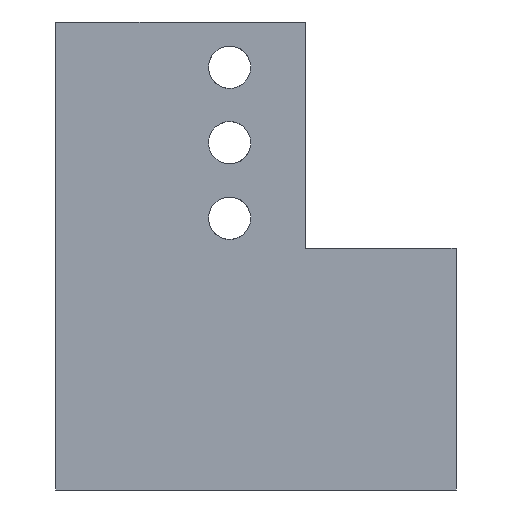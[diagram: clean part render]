
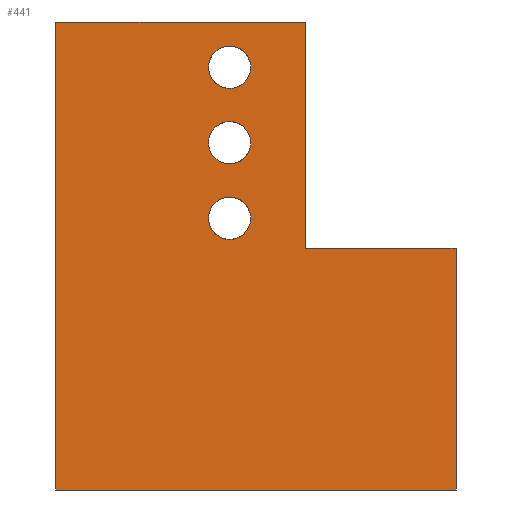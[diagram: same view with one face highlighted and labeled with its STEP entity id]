
A CAD part, left-side view. The second image highlights one B-rep face of the part: STEP entity #441.
In plain terms, the highlighted planar face has unit normal (-1, 0, 0).
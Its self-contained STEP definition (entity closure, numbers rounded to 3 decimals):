
#15=FACE_BOUND('',#74,.T.);
#16=FACE_BOUND('',#75,.T.);
#17=FACE_BOUND('',#76,.T.);
#33=PLANE('',#485);
#53=FACE_OUTER_BOUND('',#73,.T.);
#73=EDGE_LOOP('',(#409,#410,#411,#412,#413,#414));
#74=EDGE_LOOP('',(#415));
#75=EDGE_LOOP('',(#416));
#76=EDGE_LOOP('',(#417));
#77=CIRCLE('',#457,1.4);
#79=CIRCLE('',#460,1.4);
#82=CIRCLE('',#466,1.4);
#94=LINE('',#667,#141);
#98=LINE('',#701,#145);
#108=LINE('',#726,#155);
#118=LINE('',#747,#165);
#122=LINE('',#755,#169);
#126=LINE('',#763,#173);
#141=VECTOR('',#513,10.);
#145=VECTOR('',#525,10.);
#155=VECTOR('',#545,10.);
#165=VECTOR('',#559,10.);
#169=VECTOR('',#569,10.);
#173=VECTOR('',#579,10.);
#189=VERTEX_POINT('',#609);
#193=VERTEX_POINT('',#637);
#200=VERTEX_POINT('',#664);
#201=VERTEX_POINT('',#666);
#205=VERTEX_POINT('',#684);
#207=VERTEX_POINT('',#700);
#217=VERTEX_POINT('',#725);
#226=VERTEX_POINT('',#745);
#227=VERTEX_POINT('',#754);
#231=EDGE_CURVE('',#189,#189,#77,.T.);
#236=EDGE_CURVE('',#193,#193,#79,.T.);
#245=EDGE_CURVE('',#201,#200,#94,.T.);
#250=EDGE_CURVE('',#205,#205,#82,.T.);
#253=EDGE_CURVE('',#207,#201,#98,.T.);
#265=EDGE_CURVE('',#200,#217,#108,.T.);
#276=EDGE_CURVE('',#226,#217,#118,.T.);
#280=EDGE_CURVE('',#227,#207,#122,.T.);
#284=EDGE_CURVE('',#227,#226,#126,.T.);
#409=ORIENTED_EDGE('',*,*,#265,.T.);
#410=ORIENTED_EDGE('',*,*,#276,.F.);
#411=ORIENTED_EDGE('',*,*,#284,.F.);
#412=ORIENTED_EDGE('',*,*,#280,.T.);
#413=ORIENTED_EDGE('',*,*,#253,.T.);
#414=ORIENTED_EDGE('',*,*,#245,.T.);
#415=ORIENTED_EDGE('',*,*,#231,.T.);
#416=ORIENTED_EDGE('',*,*,#236,.T.);
#417=ORIENTED_EDGE('',*,*,#250,.T.);
#441=ADVANCED_FACE('',(#53,#15,#16,#17),#33,.T.);
#457=AXIS2_PLACEMENT_3D('',#611,#491,#492);
#460=AXIS2_PLACEMENT_3D('',#639,#498,#499);
#466=AXIS2_PLACEMENT_3D('',#686,#519,#520);
#485=AXIS2_PLACEMENT_3D('',#774,#593,#594);
#491=DIRECTION('center_axis',(1.,0.,0.));
#492=DIRECTION('ref_axis',(0.,-1.,0.));
#498=DIRECTION('center_axis',(1.,0.,0.));
#499=DIRECTION('ref_axis',(0.,-1.,0.));
#513=DIRECTION('',(0.,1.,0.));
#519=DIRECTION('center_axis',(1.,0.,0.));
#520=DIRECTION('ref_axis',(0.,-1.,0.));
#525=DIRECTION('',(0.,0.,1.));
#545=DIRECTION('',(0.,0.,-1.));
#559=DIRECTION('',(0.,1.,0.));
#569=DIRECTION('',(0.,1.,0.));
#579=DIRECTION('',(0.,0.,-1.));
#593=DIRECTION('center_axis',(-1.,0.,0.));
#594=DIRECTION('ref_axis',(0.,-1.,0.));
#609=CARTESIAN_POINT('',(-7.5,-1.1,15.));
#611=CARTESIAN_POINT('Origin',(-7.5,-2.5,15.));
#637=CARTESIAN_POINT('',(-7.5,-1.1,20.));
#639=CARTESIAN_POINT('Origin',(-7.5,-2.5,20.));
#664=CARTESIAN_POINT('',(-7.5,9.,23.));
#666=CARTESIAN_POINT('',(-7.5,-7.5,23.));
#667=CARTESIAN_POINT('',(-7.5,-7.5,23.));
#684=CARTESIAN_POINT('',(-7.5,-1.1,10.));
#686=CARTESIAN_POINT('Origin',(-7.5,-2.5,10.));
#700=CARTESIAN_POINT('',(-7.5,-7.5,8.));
#701=CARTESIAN_POINT('',(-7.5,-7.5,8.));
#725=CARTESIAN_POINT('',(-7.5,9.,-8.));
#726=CARTESIAN_POINT('',(-7.5,9.,23.));
#745=CARTESIAN_POINT('',(-7.5,-17.5,-8.));
#747=CARTESIAN_POINT('',(-7.5,-17.5,-8.));
#754=CARTESIAN_POINT('',(-7.5,-17.5,8.));
#755=CARTESIAN_POINT('',(-7.5,7.5,8.));
#763=CARTESIAN_POINT('',(-7.5,-17.5,8.));
#774=CARTESIAN_POINT('Origin',(-7.5,7.5,0.));
